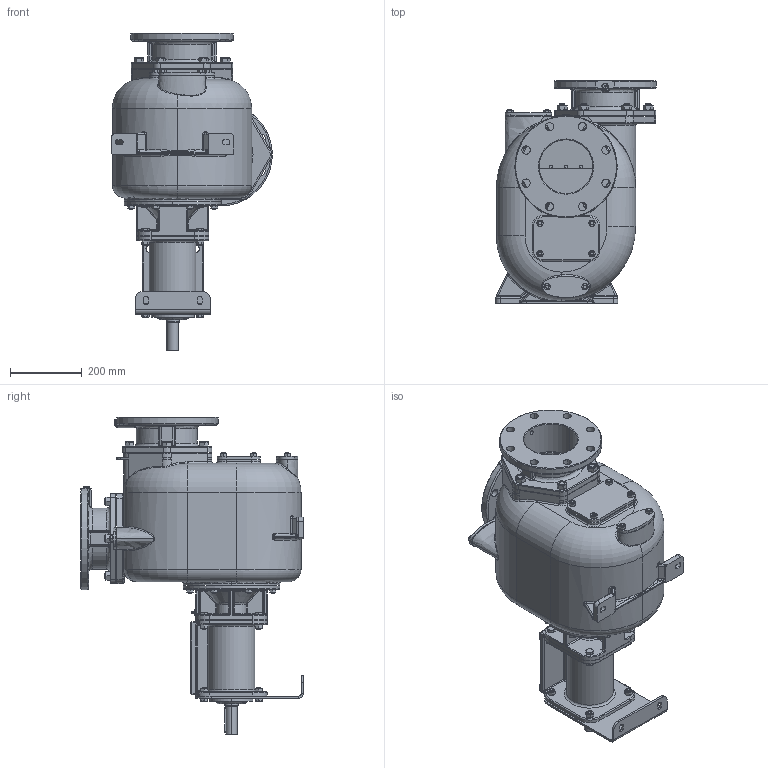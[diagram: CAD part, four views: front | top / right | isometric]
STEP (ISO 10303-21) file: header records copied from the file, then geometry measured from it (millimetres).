
FILE_DESCRIPTION((''),'2;1');
FILE_NAME('S150_B_F_SW0001','2016-03-30T',('Nicola'),(''),'CREO PARAMETRIC BY PTC INC, 2015290','CREO PARAMETRIC BY PTC INC, 2015290','');
FILE_SCHEMA(('CONFIG_CONTROL_DESIGN'));
Products named in the file (1): S150_B_F_SW0001
Bounding box: 447.5 x 620 x 885 mm (x, y, z)
Volume: 65315196.9 mm3; surface area: 2338274.3 mm2
Topology: 1 solids, 2 shells, 2437 faces, 5561 edges, 3287 vertices
Faces by surface type: plane 676, cone 654, cylinder 641, bspline 253, torus 178, sphere 31, extrusion 4
Entity records: 113436 total; most frequent: CARTESIAN_POINT 60977, ORIENTED_EDGE 11090, DIRECTION 10743, EDGE_CURVE 5545, AXIS2_PLACEMENT_3D 4596, VERTEX_POINT 3287, EDGE_LOOP 2714, FACE_OUTER_BOUND 2437
